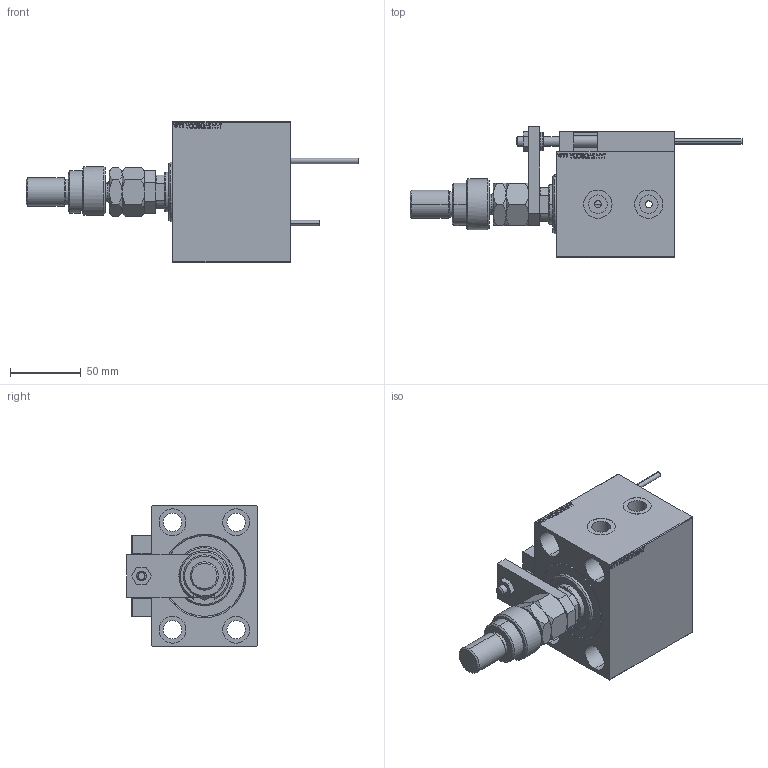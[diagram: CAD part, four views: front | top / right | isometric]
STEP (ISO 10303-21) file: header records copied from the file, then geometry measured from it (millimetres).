
FILE_DESCRIPTION (( 'STEP AP203' ), '1' );
FILE_NAME ('e1f5.STEP', '2022-04-17T07:12:05', ( '' ), ( '' ), 'SwSTEP 2.0', 'SolidWorks 2019', '' );
FILE_SCHEMA (( 'CONFIG_CONTROL_DESIGN' ));
Length unit declared in the file: millimetre
Products named in the file (18): SWITCH X e8fa2b9e55eaad2b7f7e49f0a088566c; KONCOVKA e8fa2b9e55eaad2b7f7e49f0a088566c; SWITCH_X_FRONT_BACK e8fa2b9e55eaad2b7f7e49f0a088566c; MFA e8fa2b9e55eaad2b7f7e49f0a088566c; MAGNET e8fa2b9e55eaad2b7f7e49f0a088566c; SWITCH DIM B,W e8fa2b9e55eaad2b7f7e49f0a088566c; FEMALE_PART_FOR_DFA e8fa2b9e55eaad2b7f7e49f0a088566c; NUT_D12 e8fa2b9e55eaad2b7f7e49f0a088566c; ALLEN BOLT D8 e8fa2b9e55eaad2b7f7e49f0a088566c; TYC_L79 e8fa2b9e55eaad2b7f7e49f0a088566c; V450CM_C_Body e8fa2b9e55eaad2b7f7e49f0a088566c; X_Y_DFA e8fa2b9e55eaad2b7f7e49f0a088566c; Block e8fa2b9e55eaad2b7f7e49f0a088566c; V450CM_C_VCP e8fa2b9e55eaad2b7f7e49f0a088566c; V450CM_VC_B e8fa2b9e55eaad2b7f7e49f0a088566c; ALLEN BOLT D5 e8fa2b9e55eaad2b7f7e49f0a088566c; e1f5; ZARAZKA e8fa2b9e55eaad2b7f7e49f0a088566c
Assembly tree (27 placements, depth 3):
  e1f5
    V450CM_C_Body e8fa2b9e55eaad2b7f7e49f0a088566c
    SWITCH X e8fa2b9e55eaad2b7f7e49f0a088566c
      SWITCH_X_FRONT_BACK e8fa2b9e55eaad2b7f7e49f0a088566c  x2
      TYC_L79 e8fa2b9e55eaad2b7f7e49f0a088566c
      Block e8fa2b9e55eaad2b7f7e49f0a088566c  x2
      ALLEN BOLT D5 e8fa2b9e55eaad2b7f7e49f0a088566c  x4
      ALLEN BOLT D8 e8fa2b9e55eaad2b7f7e49f0a088566c  x4
      MAGNET e8fa2b9e55eaad2b7f7e49f0a088566c  x2
      KONCOVKA e8fa2b9e55eaad2b7f7e49f0a088566c  x2
    NUT_D12 e8fa2b9e55eaad2b7f7e49f0a088566c
    SWITCH DIM B,W e8fa2b9e55eaad2b7f7e49f0a088566c
    ZARAZKA e8fa2b9e55eaad2b7f7e49f0a088566c
    V450CM_C_VCP e8fa2b9e55eaad2b7f7e49f0a088566c
    V450CM_VC_B e8fa2b9e55eaad2b7f7e49f0a088566c
    X_Y_DFA e8fa2b9e55eaad2b7f7e49f0a088566c
      FEMALE_PART_FOR_DFA e8fa2b9e55eaad2b7f7e49f0a088566c
      MFA e8fa2b9e55eaad2b7f7e49f0a088566c
Bounding box: 235 x 92.5 x 100 mm (x, y, z)
Volume: 645219.2 mm3; surface area: 126252.3 mm2
Topology: 25 solids, 25 shells, 1384 faces, 3288 edges, 2091 vertices
Faces by surface type: plane 593, bspline 380, cylinder 213, cone 146, torus 48, sphere 4
Entity records: 53620 total; most frequent: CARTESIAN_POINT 26854, ORIENTED_EDGE 5596, DIRECTION 3930, EDGE_CURVE 2798, VERTEX_POINT 1815, LINE 1556, VECTOR 1556, EDGE_LOOP 1305
